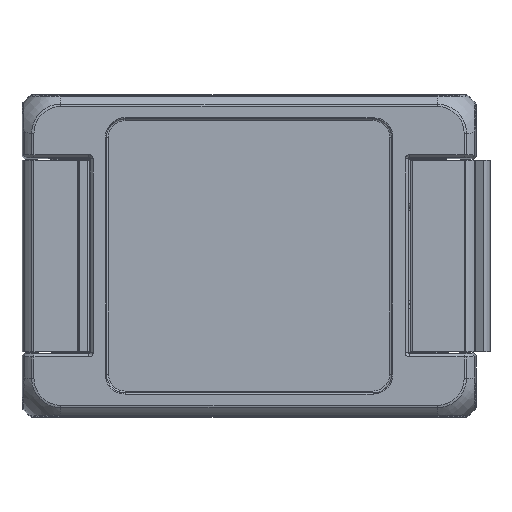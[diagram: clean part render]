
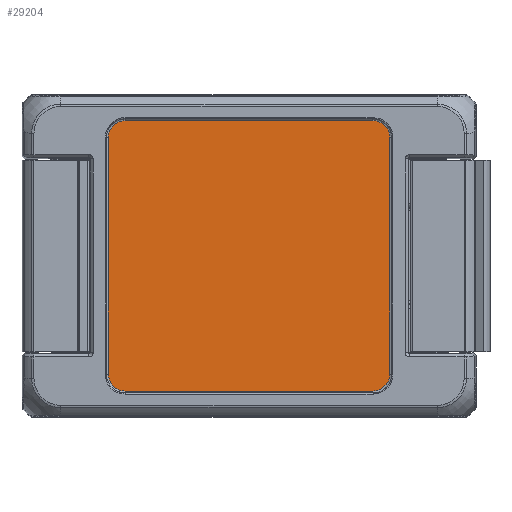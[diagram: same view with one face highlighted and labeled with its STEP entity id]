
A CAD part, top view. The second image highlights one B-rep face of the part: STEP entity #29204.
In plain terms, the highlighted planar face has unit normal (0, 0, 1).
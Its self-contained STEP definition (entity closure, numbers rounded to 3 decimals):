
#1325=PLANE('',#32056);
#1833=ELLIPSE('',#32035,4.501,4.5);
#1835=ELLIPSE('',#32040,4.501,4.5);
#1837=ELLIPSE('',#32045,4.501,4.5);
#1838=ELLIPSE('',#32048,4.501,4.5);
#3446=FACE_OUTER_BOUND('',#5245,.T.);
#5245=EDGE_LOOP('',(#22358,#22359,#22360,#22361,#22362,#22363,#22364,#22365));
#6903=LINE('',#87951,#8589);
#6906=LINE('',#88005,#8592);
#6908=LINE('',#88056,#8594);
#6910=LINE('',#88107,#8596);
#8589=VECTOR('',#37900,10.);
#8592=VECTOR('',#37915,10.);
#8594=VECTOR('',#37927,10.);
#8596=VECTOR('',#37939,10.);
#12234=VERTEX_POINT('',#87948);
#12235=VERTEX_POINT('',#87950);
#12237=VERTEX_POINT('',#87995);
#12239=VERTEX_POINT('',#88001);
#12241=VERTEX_POINT('',#88046);
#12243=VERTEX_POINT('',#88052);
#12245=VERTEX_POINT('',#88097);
#12247=VERTEX_POINT('',#88103);
#15767=EDGE_CURVE('',#12234,#12235,#6903,.T.);
#15772=EDGE_CURVE('',#12235,#12237,#1833,.T.);
#15775=EDGE_CURVE('',#12237,#12239,#6906,.T.);
#15778=EDGE_CURVE('',#12239,#12241,#1835,.T.);
#15781=EDGE_CURVE('',#12241,#12243,#6908,.T.);
#15784=EDGE_CURVE('',#12243,#12245,#1837,.T.);
#15787=EDGE_CURVE('',#12245,#12247,#6910,.T.);
#15788=EDGE_CURVE('',#12247,#12234,#1838,.T.);
#22358=ORIENTED_EDGE('',*,*,#15767,.F.);
#22359=ORIENTED_EDGE('',*,*,#15788,.F.);
#22360=ORIENTED_EDGE('',*,*,#15787,.F.);
#22361=ORIENTED_EDGE('',*,*,#15784,.F.);
#22362=ORIENTED_EDGE('',*,*,#15781,.F.);
#22363=ORIENTED_EDGE('',*,*,#15778,.F.);
#22364=ORIENTED_EDGE('',*,*,#15775,.F.);
#22365=ORIENTED_EDGE('',*,*,#15772,.F.);
#29204=ADVANCED_FACE('',(#3446),#1325,.F.);
#32035=AXIS2_PLACEMENT_3D('',#87999,#37908,#37909);
#32040=AXIS2_PLACEMENT_3D('',#88050,#37920,#37921);
#32045=AXIS2_PLACEMENT_3D('',#88101,#37932,#37933);
#32048=AXIS2_PLACEMENT_3D('',#88148,#37940,#37941);
#32056=AXIS2_PLACEMENT_3D('',#88168,#37963,#37964);
#37900=DIRECTION('',(0.,1.,0.));
#37908=DIRECTION('center_axis',(0.,0.,-1.));
#37909=DIRECTION('ref_axis',(-0.707,0.707,0.));
#37915=DIRECTION('',(1.,0.,0.));
#37920=DIRECTION('center_axis',(0.,0.,-1.));
#37921=DIRECTION('ref_axis',(0.707,0.707,0.));
#37927=DIRECTION('',(0.,-1.,0.));
#37932=DIRECTION('center_axis',(0.,0.,-1.));
#37933=DIRECTION('ref_axis',(0.707,-0.707,0.));
#37939=DIRECTION('',(-1.,0.,0.));
#37940=DIRECTION('center_axis',(0.,0.,-1.));
#37941=DIRECTION('ref_axis',(-0.707,-0.707,0.));
#37963=DIRECTION('center_axis',(0.,0.,-1.));
#37964=DIRECTION('ref_axis',(-1.,0.,0.));
#87948=CARTESIAN_POINT('',(-37.509,-31.509,18.));
#87950=CARTESIAN_POINT('',(-37.509,31.509,18.));
#87951=CARTESIAN_POINT('',(-37.509,-18.25,18.));
#87995=CARTESIAN_POINT('',(-33.009,36.009,18.));
#87999=CARTESIAN_POINT('Origin',(-33.008,31.508,18.));
#88001=CARTESIAN_POINT('',(33.009,36.009,18.));
#88005=CARTESIAN_POINT('',(-19.,36.009,18.));
#88046=CARTESIAN_POINT('',(37.509,31.509,18.));
#88050=CARTESIAN_POINT('Origin',(33.008,31.508,18.));
#88052=CARTESIAN_POINT('',(37.509,-31.509,18.));
#88056=CARTESIAN_POINT('',(37.509,18.25,18.));
#88097=CARTESIAN_POINT('',(33.009,-36.009,18.));
#88101=CARTESIAN_POINT('Origin',(33.008,-31.508,18.));
#88103=CARTESIAN_POINT('',(-33.009,-36.009,18.));
#88107=CARTESIAN_POINT('',(19.,-36.009,18.));
#88148=CARTESIAN_POINT('Origin',(-33.008,-31.508,18.));
#88168=CARTESIAN_POINT('Origin',(0.,0.,18.));
